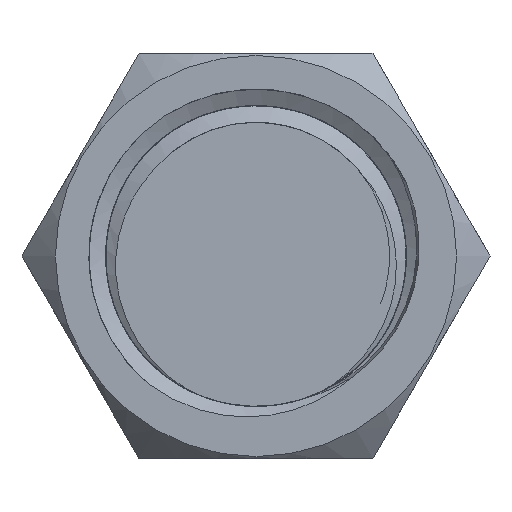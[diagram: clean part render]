
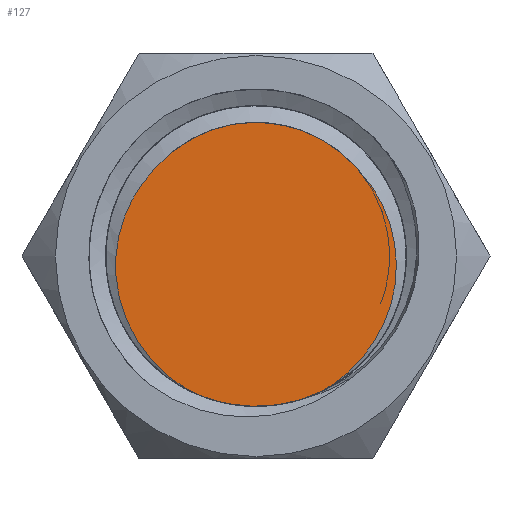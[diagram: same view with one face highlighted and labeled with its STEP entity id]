
A CAD part, left-side view. The second image highlights one B-rep face of the part: STEP entity #127.
In plain terms, the highlighted planar face has unit normal (-1, 0, 0).
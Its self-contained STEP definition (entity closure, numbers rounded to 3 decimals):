
#107=FACE_OUTER_BOUND('',#218,.T.);
#127=ADVANCED_FACE('',(#107),#154,.T.);
#154=PLANE('',#476);
#169=B_SPLINE_CURVE_WITH_KNOTS('',3,(#1650,#1651,#1652,#1653,#1654,#1655),
 .UNSPECIFIED.,.F.,.F.,(4,2,4),(0.,0.5,1.),.UNSPECIFIED.);
#170=B_SPLINE_CURVE_WITH_KNOTS('',3,(#1657,#1658,#1659,#1660,#1661,#1662),
 .UNSPECIFIED.,.F.,.F.,(4,2,4),(0.,0.5,1.),.UNSPECIFIED.);
#218=EDGE_LOOP('',(#259,#260,#261,#262));
#259=ORIENTED_EDGE('',*,*,#407,.F.);
#260=ORIENTED_EDGE('',*,*,#406,.T.);
#261=ORIENTED_EDGE('',*,*,#408,.F.);
#262=ORIENTED_EDGE('',*,*,#409,.T.);
#365=VERTEX_POINT('',#1132);
#366=VERTEX_POINT('',#1647);
#367=VERTEX_POINT('',#1656);
#368=VERTEX_POINT('',#1663);
#406=EDGE_CURVE('',#365,#366,#457,.T.);
#407=EDGE_CURVE('',#365,#367,#169,.T.);
#408=EDGE_CURVE('',#368,#366,#170,.T.);
#409=EDGE_CURVE('',#368,#367,#458,.T.);
#457=CIRCLE('',#473,9.);
#458=CIRCLE('',#475,8.);
#473=AXIS2_PLACEMENT_3D('',#1648,#518,#519);
#475=AXIS2_PLACEMENT_3D('',#1664,#522,#523);
#476=AXIS2_PLACEMENT_3D('',#1665,#524,#525);
#518=DIRECTION('',(-1.,0.,0.));
#519=DIRECTION('',(0.,1.,0.));
#522=DIRECTION('',(-1.,0.,0.));
#523=DIRECTION('',(0.,0.,1.));
#524=DIRECTION('',(-1.,0.,0.));
#525=DIRECTION('',(0.,0.,1.));
#1132=CARTESIAN_POINT('',(0.,3.976,-8.074));
#1647=CARTESIAN_POINT('',(0.,-3.976,-8.074));
#1648=CARTESIAN_POINT('',(0.,0.,0.));
#1650=CARTESIAN_POINT('',(0.,3.976,-8.074));
#1651=CARTESIAN_POINT('',(0.,6.226,-6.789));
#1652=CARTESIAN_POINT('',(0.,7.852,-4.499));
#1653=CARTESIAN_POINT('',(0.,8.715,0.555));
#1654=CARTESIAN_POINT('',(0.,7.918,3.296));
#1655=CARTESIAN_POINT('',(0.,6.116,5.158));
#1656=CARTESIAN_POINT('',(0.,6.116,5.158));
#1657=CARTESIAN_POINT('',(0.,-6.116,5.158));
#1658=CARTESIAN_POINT('',(0.,-7.908,3.307));
#1659=CARTESIAN_POINT('',(0.,-8.719,0.595));
#1660=CARTESIAN_POINT('',(0.,-7.852,-4.519));
#1661=CARTESIAN_POINT('',(0.,-6.226,-6.789));
#1662=CARTESIAN_POINT('',(0.,-3.976,-8.074));
#1663=CARTESIAN_POINT('',(0.,-6.116,5.158));
#1664=CARTESIAN_POINT('',(0.,0.,0.));
#1665=CARTESIAN_POINT('',(0.,0.,0.));
